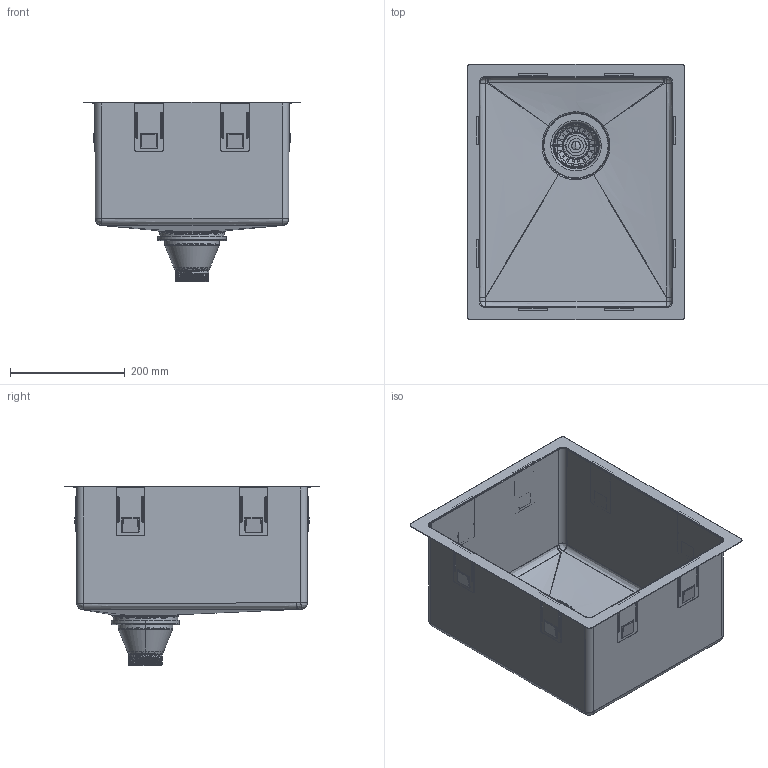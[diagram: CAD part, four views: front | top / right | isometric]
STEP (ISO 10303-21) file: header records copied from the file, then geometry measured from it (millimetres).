
FILE_DESCRIPTION(/* description */ (''),/* implementation_level */ '2;1');
FILE_NAME(/* name */ 'STEP - FA3844AR_2402721',/* time_stamp */ '2026-04-01T15:00:38+11:00',/* author */ (''),/* organization */ (''),/* preprocessor_version */ 'ST-DEVELOPER v16.5',/* originating_system */ 'Rhino 7.38',/* authorisation */ '');
FILE_SCHEMA (('AUTOMOTIVE_DESIGN'));
Length unit declared in the file: millimetre
Products named in the file (12): Document; FA3844AR_ASM58; FA3844AR50; PM656; A4_ASM57; SUZHUTI48; HOUDIANQUAN49; BAODIANQUAN1234567891011121314151617181920212223242526272829303132333
435363738394041424344454647; BUXIUGGANZHUTI51; TONGLUOMU15253; TILAN54; A3-SUZHUTI55
Assembly tree (18 placements, depth 4):
  Document
    FA3844AR_ASM58
      FA3844AR50
      PM656  x8
      A4_ASM57
        SUZHUTI48
        HOUDIANQUAN49
        BAODIANQUAN1234567891011121314151617181920212223242526272829303132333
435363738394041424344454647
        BUXIUGGANZHUTI51
        TONGLUOMU15253
        TILAN54
        A3-SUZHUTI55
Bounding box: 380 x 445 x 314 mm (x, y, z)
Volume: 797632.1 mm3; surface area: 1190220.9 mm2
Topology: 16 solids, 16 shells, 1140 faces, 3009 edges, 1884 vertices
Faces by surface type: cylinder 435, bspline 402, plane 303
Entity records: 47891 total; most frequent: CARTESIAN_POINT 34881, ORIENTED_EDGE 4148, EDGE_CURVE 2074, B_SPLINE_CURVE_WITH_KNOTS 1342, VERTEX_POINT 1303, EDGE_LOOP 815, ADVANCED_FACE 762, FACE_OUTER_BOUND 762
